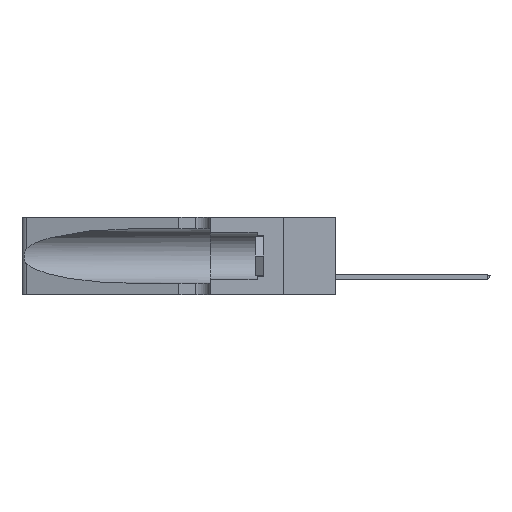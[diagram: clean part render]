
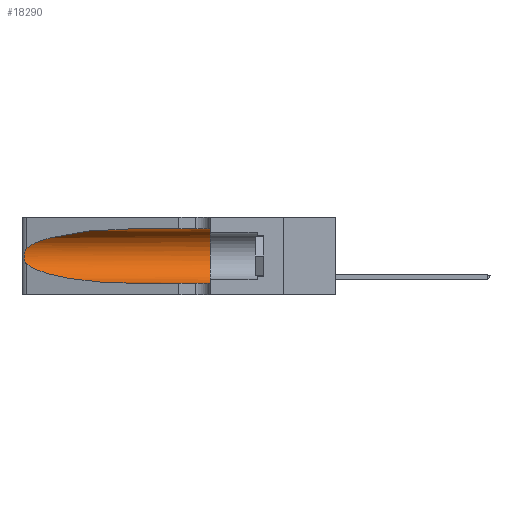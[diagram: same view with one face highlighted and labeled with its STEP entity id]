
A CAD part, left-side view. The second image highlights one B-rep face of the part: STEP entity #18290.
In plain terms, the highlighted cylindrical face has radius 3.308 mm (diameter 6.617 mm), a partial arc.
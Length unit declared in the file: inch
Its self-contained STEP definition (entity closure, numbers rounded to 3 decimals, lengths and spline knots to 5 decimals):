
#50 =( BOUNDED_CURVE ( )  B_SPLINE_CURVE ( 3, ( #3148, #27701, #15488, #23008 ),
 .UNSPECIFIED., .F., .F. ) 
 B_SPLINE_CURVE_WITH_KNOTS ( ( 4, 4 ),
 ( 3.44316, 4.71239 ),
 .UNSPECIFIED. ) 
 CURVE ( )  GEOMETRIC_REPRESENTATION_ITEM ( )  RATIONAL_B_SPLINE_CURVE ( ( 1., 0.87, 0.87, 1. ) ) 
 REPRESENTATION_ITEM ( '' )  );
#863 = DIRECTION ( 'NONE',  ( 0., -1., 0. ) ) ;
#1864 =( BOUNDED_CURVE ( )  B_SPLINE_CURVE ( 3, ( #10484, #3228, #13003, #10370 ),
 .UNSPECIFIED., .F., .F. ) 
 B_SPLINE_CURVE_WITH_KNOTS ( ( 4, 4 ),
 ( 1.5708, 2.84003 ),
 .UNSPECIFIED. ) 
 CURVE ( )  GEOMETRIC_REPRESENTATION_ITEM ( )  RATIONAL_B_SPLINE_CURVE ( ( 1., 0.87, 0.87, 1. ) ) 
 REPRESENTATION_ITEM ( '' )  );
#2193 = CIRCLE ( 'NONE', #7373, 0.13025 ) ;
#2287 = ORIENTED_EDGE ( 'NONE', *, *, #23604, .T. ) ;
#2436 = CARTESIAN_POINT ( 'NONE',  ( 0.1305, 0.35, 0.05475 ) ) ;
#3135 = ORIENTED_EDGE ( 'NONE', *, *, #11775, .T. ) ;
#3148 = CARTESIAN_POINT ( 'NONE',  ( 0.25487, 1.22718, 0.14631 ) ) ;
#3228 = CARTESIAN_POINT ( 'NONE',  ( 0.18966, 0.96281, 0.31525 ) ) ;
#3858 = EDGE_LOOP ( 'NONE', ( #3135, #2287, #14171, #27522, #30863, #23141 ) ) ;
#4217 = DIRECTION ( 'NONE',  ( 0., -1., 0. ) ) ;
#4593 = EDGE_CURVE ( 'NONE', #18656, #28494, #30155, .T. ) ;
#4600 = CARTESIAN_POINT ( 'NONE',  ( 0.25487, 1.22718, 0.14631 ) ) ;
#4671 = CARTESIAN_POINT ( 'NONE',  ( 0.25789, 1.23486, 0.15765 ) ) ;
#4833 = EDGE_CURVE ( 'NONE', #14855, #28494, #2193, .T. ) ;
#5684 = DIRECTION ( 'NONE',  ( 0., 0., 1. ) ) ;
#6397 = CARTESIAN_POINT ( 'NONE',  ( 0.25555, 1.22993, 0.14849 ) ) ;
#6799 = CARTESIAN_POINT ( 'NONE',  ( 0.1305, 0.72297, 0.05475 ) ) ;
#7045 = CARTESIAN_POINT ( 'NONE',  ( 0.25854, 1.2359, 0.20912 ) ) ;
#7373 = AXIS2_PLACEMENT_3D ( 'NONE', #20361, #15094, #5684 ) ;
#8531 = DIRECTION ( 'NONE',  ( 0., 0., -1. ) ) ;
#8697 = LINE ( 'NONE', #10468, #31720 ) ;
#9000 = CARTESIAN_POINT ( 'NONE',  ( 0.1305, 1.61858, 0.05475 ) ) ;
#9364 = EDGE_CURVE ( 'NONE', #21820, #14855, #8697, .T. ) ;
#10370 = CARTESIAN_POINT ( 'NONE',  ( 0.25487, 1.22718, 0.22369 ) ) ;
#10468 = CARTESIAN_POINT ( 'NONE',  ( 0.1305, 1.61858, 0.31525 ) ) ;
#10484 = CARTESIAN_POINT ( 'NONE',  ( 0.1305, 0.72297, 0.31525 ) ) ;
#11382 = CARTESIAN_POINT ( 'NONE',  ( 0.1305, 0.35, 0.31525 ) ) ;
#11775 = EDGE_CURVE ( 'NONE', #21820, #26245, #1864, .T. ) ;
#13003 = CARTESIAN_POINT ( 'NONE',  ( 0.2373, 1.15595, 0.28018 ) ) ;
#13682 = CARTESIAN_POINT ( 'NONE',  ( 0.26075, 1.23896, 0.19203 ) ) ;
#13797 = CARTESIAN_POINT ( 'NONE',  ( 0.25555, 1.22994, 0.2215 ) ) ;
#13978 = CARTESIAN_POINT ( 'NONE',  ( 0.1305, 0.72297, 0.31525 ) ) ;
#14171 = ORIENTED_EDGE ( 'NONE', *, *, #28818, .T. ) ;
#14320 = CARTESIAN_POINT ( 'NONE',  ( 0.25487, 1.22718, 0.14631 ) ) ;
#14855 = VERTEX_POINT ( 'NONE', #11382 ) ;
#15094 = DIRECTION ( 'NONE',  ( 0., 1., 0. ) ) ;
#15488 = CARTESIAN_POINT ( 'NONE',  ( 0.18966, 0.96281, 0.05475 ) ) ;
#16786 = CARTESIAN_POINT ( 'NONE',  ( 0.26018, 1.23835, 0.19895 ) ) ;
#17656 = CARTESIAN_POINT ( 'NONE',  ( 0.25487, 1.22718, 0.22369 ) ) ;
#18091 = CARTESIAN_POINT ( 'NONE',  ( 0.1305, 1.61858, 0.185 ) ) ;
#18290 = ADVANCED_FACE ( 'NONE', ( #27160 ), #19899, .F. ) ;
#18583 = CARTESIAN_POINT ( 'NONE',  ( 0.25856, 1.23593, 0.16098 ) ) ;
#18656 = VERTEX_POINT ( 'NONE', #6799 ) ;
#19899 = CYLINDRICAL_SURFACE ( 'NONE', #20490, 0.13025 ) ;
#20361 = CARTESIAN_POINT ( 'NONE',  ( 0.1305, 0.35, 0.185 ) ) ;
#20490 = AXIS2_PLACEMENT_3D ( 'NONE', #18091, #30410, #8531 ) ;
#20555 = VERTEX_POINT ( 'NONE', #4600 ) ;
#21084 = CARTESIAN_POINT ( 'NONE',  ( 0.25639, 1.23186, 0.15144 ) ) ;
#21820 = VERTEX_POINT ( 'NONE', #13978 ) ;
#23008 = CARTESIAN_POINT ( 'NONE',  ( 0.1305, 0.72297, 0.05475 ) ) ;
#23141 = ORIENTED_EDGE ( 'NONE', *, *, #9364, .F. ) ;
#23604 = EDGE_CURVE ( 'NONE', #26245, #20555, #24600, .T. ) ;
#23709 = VECTOR ( 'NONE', #4217, 39.37008 ) ;
#24186 = CARTESIAN_POINT ( 'NONE',  ( 0.26075, 1.23896, 0.178 ) ) ;
#24600 = B_SPLINE_CURVE_WITH_KNOTS ( 'NONE', 3,
 ( #30795, #13797, #25869, #28333, #7045, #16786, #13682, #24186, #28547, #18583, #4671, #21084, #6397, #14320 ),
 .UNSPECIFIED., .F., .F.,
 ( 4, 2, 2, 2, 2, 2, 4 ),
 ( 0., 0.00027, 0.00053, 0.00107, 0.0016, 0.00187, 0.00214 ),
 .UNSPECIFIED. ) ;
#25869 = CARTESIAN_POINT ( 'NONE',  ( 0.25639, 1.23184, 0.21858 ) ) ;
#26245 = VERTEX_POINT ( 'NONE', #17656 ) ;
#27160 = FACE_OUTER_BOUND ( 'NONE', #3858, .T. ) ;
#27522 = ORIENTED_EDGE ( 'NONE', *, *, #4593, .T. ) ;
#27701 = CARTESIAN_POINT ( 'NONE',  ( 0.2373, 1.15595, 0.08982 ) ) ;
#28333 = CARTESIAN_POINT ( 'NONE',  ( 0.25787, 1.23484, 0.2124 ) ) ;
#28494 = VERTEX_POINT ( 'NONE', #2436 ) ;
#28547 = CARTESIAN_POINT ( 'NONE',  ( 0.26017, 1.23833, 0.17102 ) ) ;
#28818 = EDGE_CURVE ( 'NONE', #20555, #18656, #50, .T. ) ;
#30155 = LINE ( 'NONE', #9000, #23709 ) ;
#30410 = DIRECTION ( 'NONE',  ( 0., -1., 0. ) ) ;
#30795 = CARTESIAN_POINT ( 'NONE',  ( 0.25487, 1.22718, 0.22369 ) ) ;
#30863 = ORIENTED_EDGE ( 'NONE', *, *, #4833, .F. ) ;
#31720 = VECTOR ( 'NONE', #863, 39.37008 ) ;
